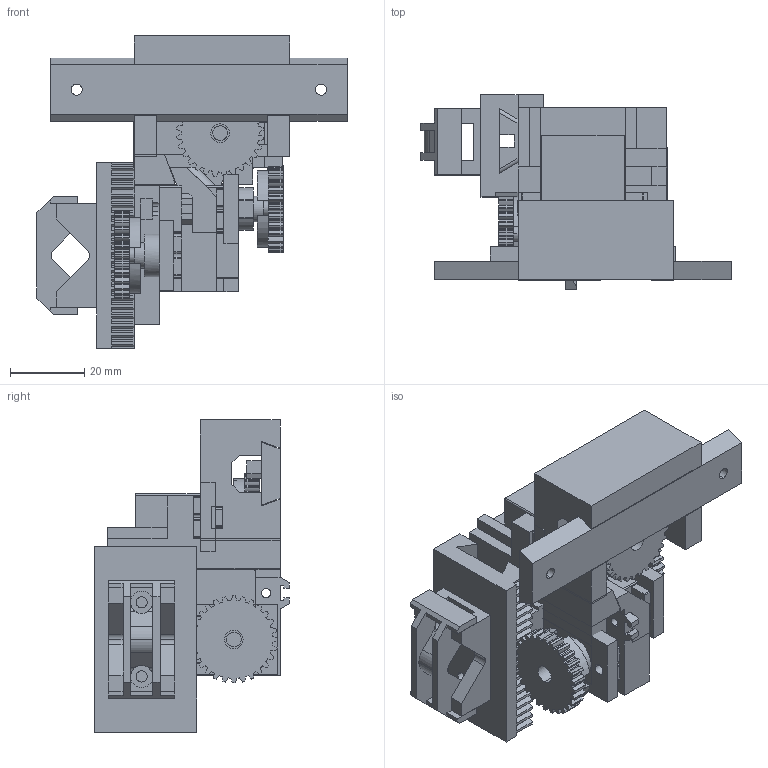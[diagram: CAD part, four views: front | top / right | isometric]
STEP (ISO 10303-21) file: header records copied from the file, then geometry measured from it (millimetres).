
FILE_DESCRIPTION (( 'STEP AP203' ), '1' );
FILE_NAME ('plotsi_v2.STEP', '2013-12-18T20:14:45', ( 'Tiago' ), ( '' ), 'SwSTEP 2.0', 'SolidWorks 2012', '' );
FILE_SCHEMA (( 'CONFIG_CONTROL_DESIGN' ));
Length unit declared in the file: millimetre
Products named in the file (6): plotsi_v2; z-stage; servo; servogears; Mauricio_Servo; x-stage
Assembly tree (9 placements, depth 3):
  plotsi_v2
    x-stage
    servo
      Mauricio_Servo
      servogears
    z-stage
    Mauricio_Servo  x2
    servogears  x2
Bounding box: 83.69 x 52.54 x 84.23 mm (x, y, z)
Volume: 92398.9 mm3; surface area: 55973.5 mm2
Topology: 26 solids, 26 shells, 1742 faces, 4930 edges, 3257 vertices
Faces by surface type: plane 1340, cylinder 230, bspline 168, cone 4
Entity records: 31613 total; most frequent: CARTESIAN_POINT 6248, ORIENTED_EDGE 5380, DIRECTION 4659, EDGE_CURVE 2690, LINE 2271, VECTOR 2271, VERTEX_POINT 1779, AXIS2_PLACEMENT_3D 1194
